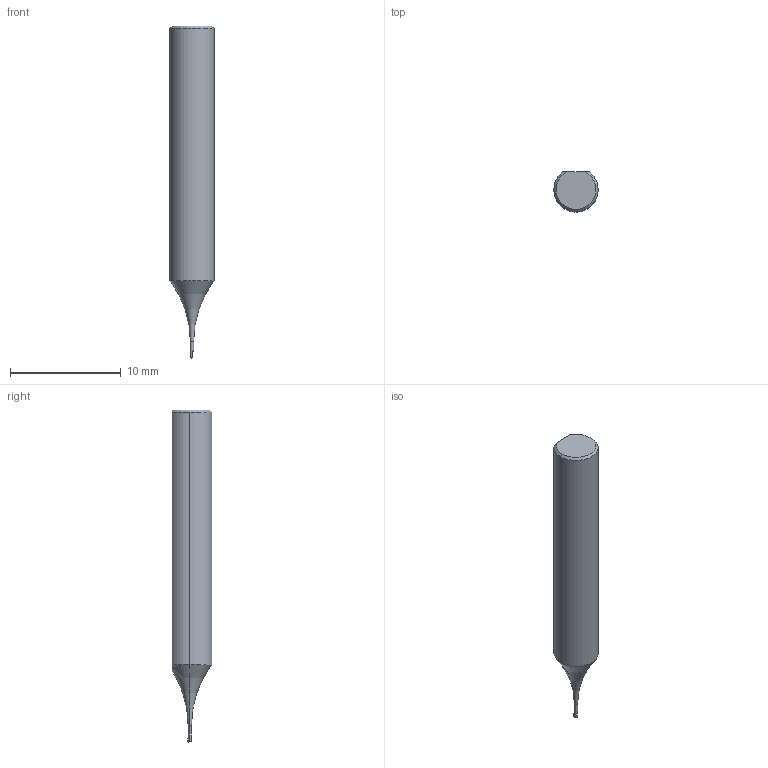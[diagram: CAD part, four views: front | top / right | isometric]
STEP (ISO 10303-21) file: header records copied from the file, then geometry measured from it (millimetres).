
FILE_DESCRIPTION(('no description'),'unknown implementation level');
FILE_NAME('7C40A92D-30AB-4903-8EBE-1F17A844B1B7_export.stp',' ',('CIMSOURCE GmbH'),('CADClick - KiM GmbH - www.kimweb.de'),'unknown preprocess','ACIS','unknown authorization');
FILE_SCHEMA(('automotive_design'));
Length unit declared in the file: millimetre
Products named in the file (1): Schnitt-Rotation5
Bounding box: 4 x 3.6 x 30 mm (x, y, z)
Volume: 288.2 mm3; surface area: 325.6 mm2
Topology: 1 solids, 1 shells, 21 faces, 50 edges, 31 vertices
Faces by surface type: cylinder 6, plane 6, cone 5, torus 4
Entity records: 1266 total; most frequent: CARTESIAN_POINT 174, DIRECTION 112, STYLED_ITEM 103, PRESENTATION_STYLE_ASSIGNMENT 103, COLOUR_RGB 103, ORIENTED_EDGE 100, EDGE_CURVE 50, CURVE_STYLE 50
